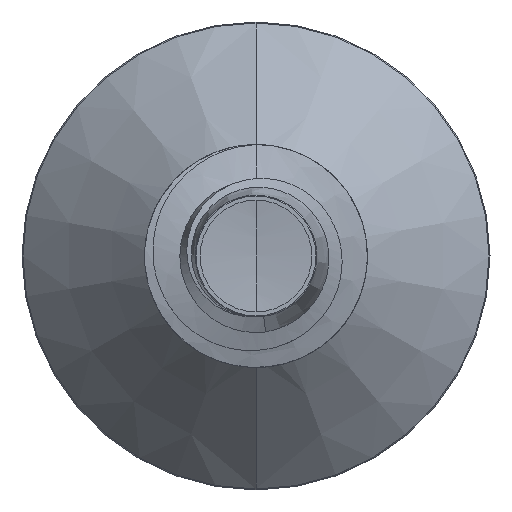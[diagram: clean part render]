
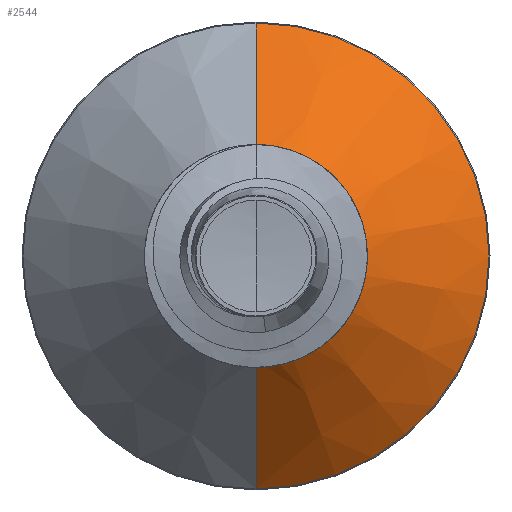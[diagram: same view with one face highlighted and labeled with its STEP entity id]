
A CAD part, front view. The second image highlights one B-rep face of the part: STEP entity #2544.
In plain terms, the highlighted conical face has half-angle 45 degrees and reference radius 1.857 mm.
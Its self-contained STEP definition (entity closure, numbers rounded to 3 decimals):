
#51 = ORIENTED_EDGE ( 'NONE', *, *, #10661, .T. ) ;
#2292 = EDGE_CURVE ( 'NONE', #13319, #6309, #12326, .T. ) ;
#2544 = ADVANCED_FACE ( 'NONE', ( #3569 ), #17061, .T. ) ;
#2555 = CARTESIAN_POINT ( 'NONE',  ( 0., 9.457, 1.857 ) ) ;
#3122 = AXIS2_PLACEMENT_3D ( 'NONE', #5311, #5306, #5285 ) ;
#3569 = FACE_OUTER_BOUND ( 'NONE', #15798, .T. ) ;
#5285 = DIRECTION ( 'NONE',  ( 0., 0., 1. ) ) ;
#5306 = DIRECTION ( 'NONE',  ( 0., 1., 0. ) ) ;
#5311 = CARTESIAN_POINT ( 'NONE',  ( 0., 9.457, 0. ) ) ;
#6081 = DIRECTION ( 'NONE',  ( 0., 0.707, 0.707 ) ) ;
#6309 = VERTEX_POINT ( 'NONE', #15370 ) ;
#6661 = VERTEX_POINT ( 'NONE', #11225 ) ;
#6993 = DIRECTION ( 'NONE',  ( 0., 0., 1. ) ) ;
#8201 = DIRECTION ( 'NONE',  ( 0., 1., 0. ) ) ;
#9664 = CARTESIAN_POINT ( 'NONE',  ( 0., 9.457, 1.857 ) ) ;
#9718 = EDGE_CURVE ( 'NONE', #6309, #11230, #12924, .T. ) ;
#10601 = AXIS2_PLACEMENT_3D ( 'NONE', #14393, #14352, #14336 ) ;
#10661 = EDGE_CURVE ( 'NONE', #13319, #6661, #10732, .T. ) ;
#10732 = CIRCLE ( 'NONE', #3122, 1.857 ) ;
#11225 = CARTESIAN_POINT ( 'NONE',  ( 0., 9.457, -1.857 ) ) ;
#11230 = VERTEX_POINT ( 'NONE', #13298 ) ;
#11725 = VECTOR ( 'NONE', #15148, 1000. ) ;
#11831 = CARTESIAN_POINT ( 'NONE',  ( 0., 9.457, 0. ) ) ;
#12326 = LINE ( 'NONE', #2555, #15096 ) ;
#12924 = CIRCLE ( 'NONE', #10601, 4.182 ) ;
#13010 = EDGE_CURVE ( 'NONE', #6661, #11230, #17642, .T. ) ;
#13298 = CARTESIAN_POINT ( 'NONE',  ( 0., 11.782, -4.182 ) ) ;
#13319 = VERTEX_POINT ( 'NONE', #9664 ) ;
#13939 = CARTESIAN_POINT ( 'NONE',  ( 0., 9.457, -1.857 ) ) ;
#14336 = DIRECTION ( 'NONE',  ( 0., 0., 1. ) ) ;
#14352 = DIRECTION ( 'NONE',  ( 0., 1., 0. ) ) ;
#14393 = CARTESIAN_POINT ( 'NONE',  ( 0., 11.782, 0. ) ) ;
#15096 = VECTOR ( 'NONE', #6081, 1000. ) ;
#15148 = DIRECTION ( 'NONE',  ( 0., 0.707, -0.707 ) ) ;
#15364 = ORIENTED_EDGE ( 'NONE', *, *, #2292, .F. ) ;
#15370 = CARTESIAN_POINT ( 'NONE',  ( 0., 11.782, 4.182 ) ) ;
#15572 = ORIENTED_EDGE ( 'NONE', *, *, #13010, .T. ) ;
#15798 = EDGE_LOOP ( 'NONE', ( #51, #15572, #16518, #15364 ) ) ;
#16019 = AXIS2_PLACEMENT_3D ( 'NONE', #11831, #8201, #6993 ) ;
#16518 = ORIENTED_EDGE ( 'NONE', *, *, #9718, .F. ) ;
#17061 = CONICAL_SURFACE ( 'NONE', #16019, 1.857, 0.785 ) ;
#17642 = LINE ( 'NONE', #13939, #11725 ) ;
